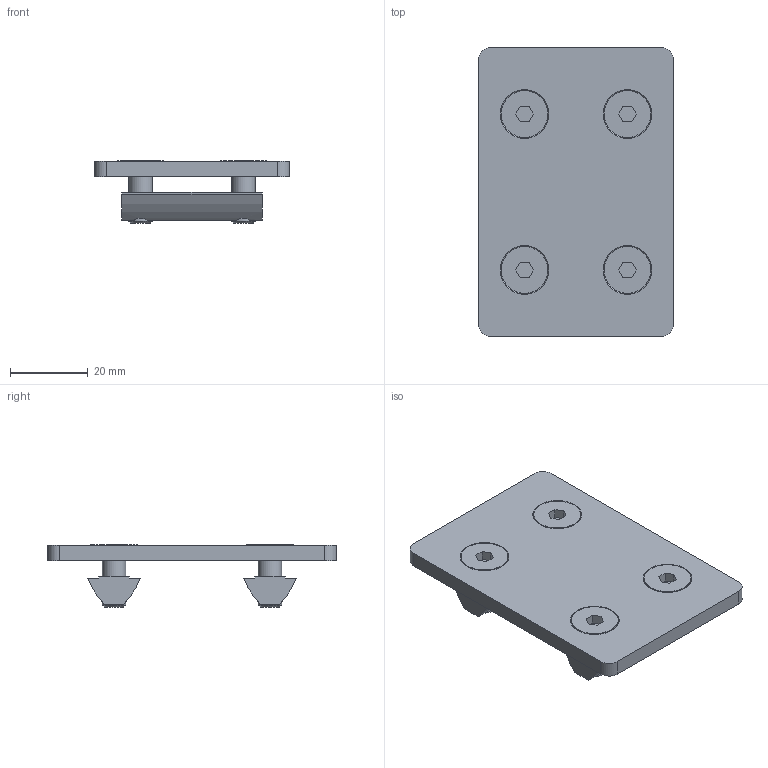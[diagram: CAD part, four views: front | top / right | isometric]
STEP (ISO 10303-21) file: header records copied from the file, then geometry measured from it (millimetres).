
FILE_DESCRIPTION(/* description */ ('Zestaw łącznika zewnętrznego prostokątnego (Moduł 40, Rowek 8)'),/* implementation_level */ '2;1');
FILE_NAME(/* name */ '500004.stp',/* time_stamp */ '2022-10-05T10:47:40+02:00',/* author */ ('aluteckkpl_am'),/* organization */ (''),/* preprocessor_version */ 'ST-DEVELOPER v18.1',/* originating_system */ 'Autodesk Inventor 2021',/* authorisation */ '');
FILE_SCHEMA (('CONFIG_CONTROL_DESIGN'));
Length unit declared in the file: millimetre
Products named in the file (1): 500004
Bounding box: 50 x 74 x 16 mm (x, y, z)
Volume: 20207.9 mm3; surface area: 11650 mm2
Topology: 1 solids, 1 shells, 102 faces, 264 edges, 176 vertices
Faces by surface type: plane 62, cylinder 24, cone 12, torus 4
Full cylindrical faces by diameter (mm): 6 x8, 6.5 x4, 12 x4
Entity records: 3395 total; most frequent: CARTESIAN_POINT 654, DIRECTION 548, ORIENTED_EDGE 528, EDGE_CURVE 264, AXIS2_PLACEMENT_3D 192, VERTEX_POINT 176, LINE 164, VECTOR 164
